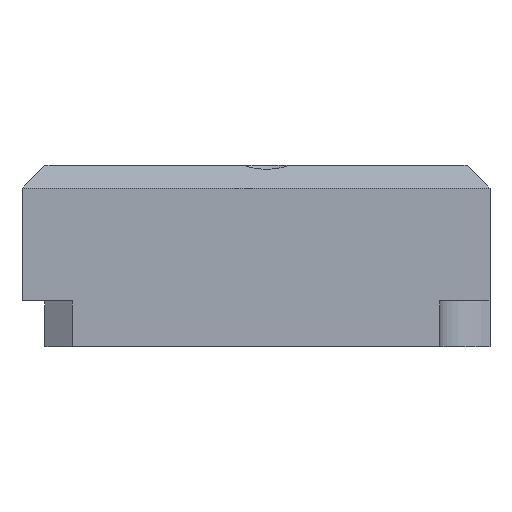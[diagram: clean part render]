
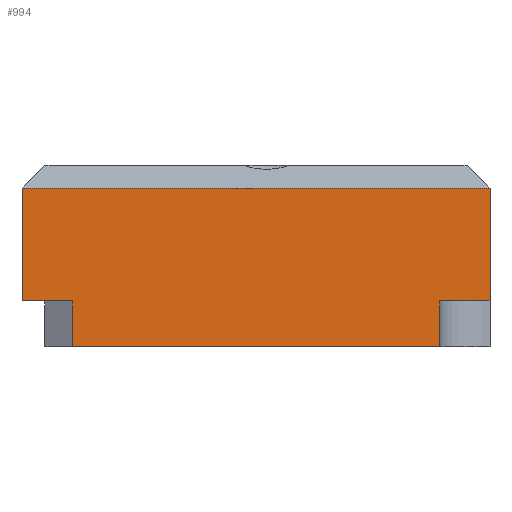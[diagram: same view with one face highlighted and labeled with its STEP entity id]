
A CAD part, front view. The second image highlights one B-rep face of the part: STEP entity #994.
In plain terms, the highlighted planar face has unit normal (0, -1, 0).
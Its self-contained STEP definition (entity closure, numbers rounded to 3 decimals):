
#199 = VERTEX_POINT('',#200);
#200 = CARTESIAN_POINT('',(-2.4,-39.,2.2));
#206 = EDGE_CURVE('',#207,#199,#209,.T.);
#207 = VERTEX_POINT('',#208);
#208 = CARTESIAN_POINT('',(0.,-39.,2.2));
#209 = LINE('',#210,#211);
#210 = CARTESIAN_POINT('',(19.996,-39.,2.2));
#211 = VECTOR('',#212,1.);
#212 = DIRECTION('',(-1.,-0.,-0.));
#593 = VERTEX_POINT('',#594);
#594 = CARTESIAN_POINT('',(19.996,-39.,2.2));
#600 = EDGE_CURVE('',#593,#601,#603,.T.);
#601 = VERTEX_POINT('',#602);
#602 = CARTESIAN_POINT('',(19.996,-39.,7.6));
#603 = LINE('',#604,#605);
#604 = CARTESIAN_POINT('',(19.996,-39.,2.2));
#605 = VECTOR('',#606,1.);
#606 = DIRECTION('',(0.,0.,1.));
#970 = VERTEX_POINT('',#971);
#971 = CARTESIAN_POINT('',(0.,-39.,0.));
#984 = EDGE_CURVE('',#970,#207,#985,.T.);
#985 = LINE('',#986,#987);
#986 = CARTESIAN_POINT('',(0.,-39.,0.));
#987 = VECTOR('',#988,1.);
#988 = DIRECTION('',(0.,0.,1.));
#994 = ADVANCED_FACE('',(#995),#1036,.T.);
#995 = FACE_BOUND('',#996,.F.);
#996 = EDGE_LOOP('',(#997,#1005,#1006,#1014,#1022,#1028,#1029,#1030));
#997 = ORIENTED_EDGE('',*,*,#998,.F.);
#998 = EDGE_CURVE('',#601,#999,#1001,.T.);
#999 = VERTEX_POINT('',#1000);
#1000 = CARTESIAN_POINT('',(-2.4,-39.,7.6));
#1001 = LINE('',#1002,#1003);
#1002 = CARTESIAN_POINT('',(19.996,-39.,7.6));
#1003 = VECTOR('',#1004,1.);
#1004 = DIRECTION('',(-1.,-0.,-0.));
#1005 = ORIENTED_EDGE('',*,*,#600,.F.);
#1006 = ORIENTED_EDGE('',*,*,#1007,.T.);
#1007 = EDGE_CURVE('',#593,#1008,#1010,.T.);
#1008 = VERTEX_POINT('',#1009);
#1009 = CARTESIAN_POINT('',(17.6,-39.,2.2));
#1010 = LINE('',#1011,#1012);
#1011 = CARTESIAN_POINT('',(19.996,-39.,2.2));
#1012 = VECTOR('',#1013,1.);
#1013 = DIRECTION('',(-1.,-0.,-0.));
#1014 = ORIENTED_EDGE('',*,*,#1015,.F.);
#1015 = EDGE_CURVE('',#1016,#1008,#1018,.T.);
#1016 = VERTEX_POINT('',#1017);
#1017 = CARTESIAN_POINT('',(17.6,-39.,0.));
#1018 = LINE('',#1019,#1020);
#1019 = CARTESIAN_POINT('',(17.6,-39.,0.));
#1020 = VECTOR('',#1021,1.);
#1021 = DIRECTION('',(0.,0.,1.));
#1022 = ORIENTED_EDGE('',*,*,#1023,.F.);
#1023 = EDGE_CURVE('',#970,#1016,#1024,.T.);
#1024 = LINE('',#1025,#1026);
#1025 = CARTESIAN_POINT('',(0.,-39.,0.));
#1026 = VECTOR('',#1027,1.);
#1027 = DIRECTION('',(1.,0.,0.));
#1028 = ORIENTED_EDGE('',*,*,#984,.T.);
#1029 = ORIENTED_EDGE('',*,*,#206,.T.);
#1030 = ORIENTED_EDGE('',*,*,#1031,.T.);
#1031 = EDGE_CURVE('',#199,#999,#1032,.T.);
#1032 = LINE('',#1033,#1034);
#1033 = CARTESIAN_POINT('',(-2.4,-39.,2.2));
#1034 = VECTOR('',#1035,1.);
#1035 = DIRECTION('',(0.,0.,1.));
#1036 = PLANE('',#1037);
#1037 = AXIS2_PLACEMENT_3D('',#1038,#1039,#1040);
#1038 = CARTESIAN_POINT('',(8.798,-39.,3.976));
#1039 = DIRECTION('',(0.,-1.,0.));
#1040 = DIRECTION('',(0.,0.,1.));
